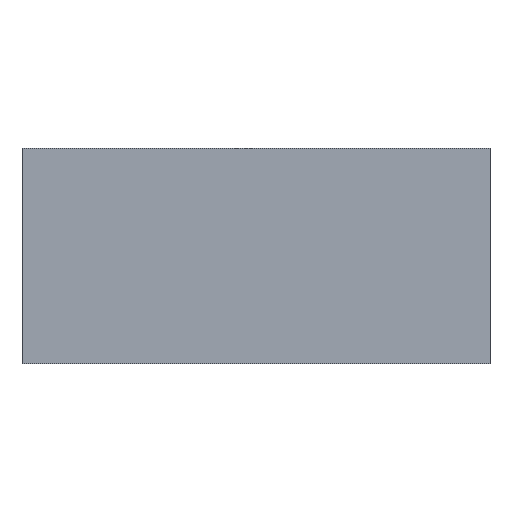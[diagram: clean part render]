
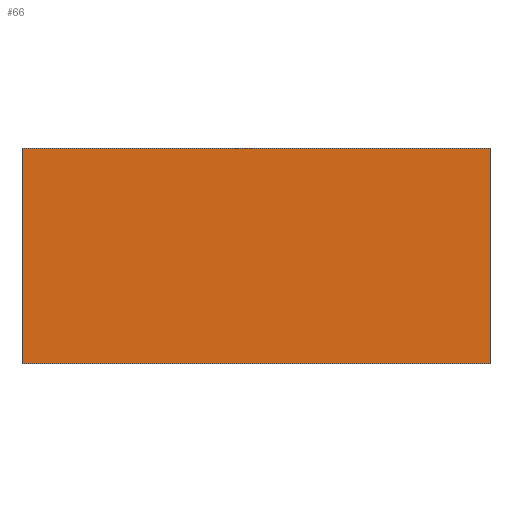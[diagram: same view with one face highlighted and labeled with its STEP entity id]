
A CAD part, front view. The second image highlights one B-rep face of the part: STEP entity #66.
In plain terms, the highlighted planar face has unit normal (0, -1, 0).
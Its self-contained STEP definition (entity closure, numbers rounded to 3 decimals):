
#5 = CARTESIAN_POINT ( 'NONE',  ( 0., 0., 0. ) ) ;
#6 = CARTESIAN_POINT ( 'NONE',  ( -500., 0., 230. ) ) ;
#23 = VERTEX_POINT ( 'NONE', #151 ) ;
#24 = CARTESIAN_POINT ( 'NONE',  ( 500., 0., -230. ) ) ;
#25 = LINE ( 'NONE', #102, #49 ) ;
#27 = VERTEX_POINT ( 'NONE', #6 ) ;
#28 = DIRECTION ( 'NONE',  ( 0., -1., 0. ) ) ;
#31 = CARTESIAN_POINT ( 'NONE',  ( 500., 0., 230. ) ) ;
#36 = VERTEX_POINT ( 'NONE', #24 ) ;
#48 = DIRECTION ( 'NONE',  ( 0., 0., -1. ) ) ;
#49 = VECTOR ( 'NONE', #224, 1000. ) ;
#50 = LINE ( 'NONE', #160, #84 ) ;
#53 = EDGE_CURVE ( 'NONE', #23, #27, #100, .T. ) ;
#64 = DIRECTION ( 'NONE',  ( 0., 0., 1. ) ) ;
#66 = ADVANCED_FACE ( 'NONE', ( #137 ), #215, .T. ) ;
#67 = AXIS2_PLACEMENT_3D ( 'NONE', #5, #28, #194 ) ;
#76 = ORIENTED_EDGE ( 'NONE', *, *, #98, .F. ) ;
#84 = VECTOR ( 'NONE', #48, 1000. ) ;
#90 = DIRECTION ( 'NONE',  ( -1., 0., 0. ) ) ;
#97 = ORIENTED_EDGE ( 'NONE', *, *, #129, .F. ) ;
#98 = EDGE_CURVE ( 'NONE', #27, #153, #25, .T. ) ;
#99 = ORIENTED_EDGE ( 'NONE', *, *, #53, .F. ) ;
#100 = LINE ( 'NONE', #189, #149 ) ;
#102 = CARTESIAN_POINT ( 'NONE',  ( -500., 0., 230. ) ) ;
#106 = LINE ( 'NONE', #107, #222 ) ;
#107 = CARTESIAN_POINT ( 'NONE',  ( -500., 0., -230. ) ) ;
#129 = EDGE_CURVE ( 'NONE', #153, #36, #50, .T. ) ;
#135 = EDGE_LOOP ( 'NONE', ( #97, #76, #99, #223 ) ) ;
#137 = FACE_OUTER_BOUND ( 'NONE', #135, .T. ) ;
#149 = VECTOR ( 'NONE', #64, 1000. ) ;
#151 = CARTESIAN_POINT ( 'NONE',  ( -500., 0., -230. ) ) ;
#153 = VERTEX_POINT ( 'NONE', #31 ) ;
#155 = EDGE_CURVE ( 'NONE', #36, #23, #106, .T. ) ;
#160 = CARTESIAN_POINT ( 'NONE',  ( 500., 0., 230. ) ) ;
#189 = CARTESIAN_POINT ( 'NONE',  ( -500., 0., 230. ) ) ;
#194 = DIRECTION ( 'NONE',  ( 0., 0., -1. ) ) ;
#215 = PLANE ( 'NONE',  #67 ) ;
#222 = VECTOR ( 'NONE', #90, 1000. ) ;
#223 = ORIENTED_EDGE ( 'NONE', *, *, #155, .F. ) ;
#224 = DIRECTION ( 'NONE',  ( 1., 0., 0. ) ) ;
